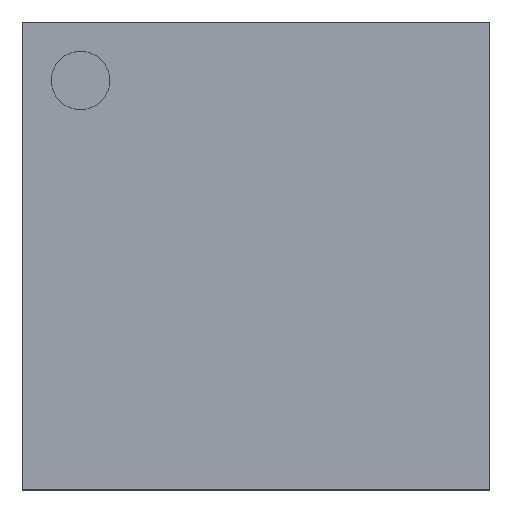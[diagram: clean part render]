
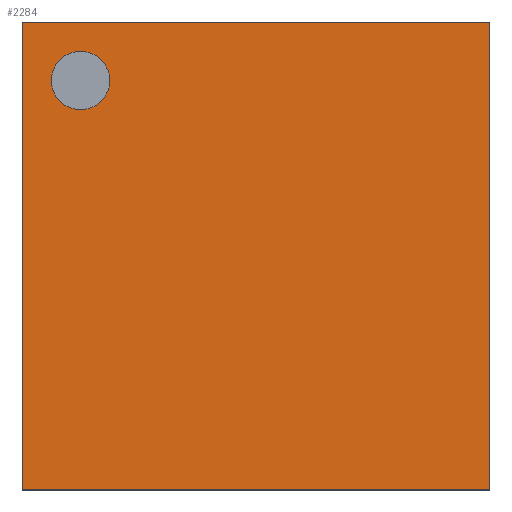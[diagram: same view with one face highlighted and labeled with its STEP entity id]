
A CAD part, top view. The second image highlights one B-rep face of the part: STEP entity #2284.
In plain terms, the highlighted planar face has unit normal (0, 0, 1).
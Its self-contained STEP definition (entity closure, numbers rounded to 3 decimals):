
#2217=EDGE_CURVE('',#2218,#2220,#2222,.T.);
#2218=VERTEX_POINT('',#2219);
#2219=CARTESIAN_POINT('',(-3.0,-3.0,1.2));
#2220=VERTEX_POINT('',#2221);
#2221=CARTESIAN_POINT('',(-3.0,3.0,1.2));
#2222=LINE('',#2223,#2224);
#2223=CARTESIAN_POINT('',(-3.0,-3.0,1.2));
#2224=VECTOR('',#2225,1.0);
#2225=DIRECTION('',(0.0,1.0,0.0));
#2260=VERTEX_POINT('',#2261);
#2261=CARTESIAN_POINT('',(3.0,-3.0,1.2));
#2267=EDGE_CURVE('',#2260,#2218,#2268,.F.);
#2268=LINE('',#2269,#2270);
#2269=CARTESIAN_POINT('',(-3.0,-3.0,1.2));
#2270=VECTOR('',#2271,1.0);
#2271=DIRECTION('',(1.0,0.0,0.0));
#2284=ADVANCED_FACE('',(#2285,#2303),#2314,.T.);
#2285=FACE_BOUND('',#2286,.T.);
#2286=EDGE_LOOP('',(#2287,#2288,#2289,#2297));
#2287=ORIENTED_EDGE('',*,*,#2217,.F.);
#2288=ORIENTED_EDGE('',*,*,#2267,.F.);
#2289=ORIENTED_EDGE('',*,*,#2290,.T.);
#2290=EDGE_CURVE('',#2260,#2291,#2293,.T.);
#2291=VERTEX_POINT('',#2292);
#2292=CARTESIAN_POINT('',(3.0,3.0,1.2));
#2293=LINE('',#2294,#2295);
#2294=CARTESIAN_POINT('',(3.0,-3.0,1.2));
#2295=VECTOR('',#2296,1.0);
#2296=DIRECTION('',(0.0,1.0,0.0));
#2297=ORIENTED_EDGE('',*,*,#2298,.T.);
#2298=EDGE_CURVE('',#2291,#2220,#2299,.F.);
#2299=LINE('',#2300,#2301);
#2300=CARTESIAN_POINT('',(-3.0,3.0,1.2));
#2301=VECTOR('',#2302,1.0);
#2302=DIRECTION('',(1.0,0.0,0.0));
#2303=FACE_BOUND('',#2304,.T.);
#2304=EDGE_LOOP('',(#2305));
#2305=ORIENTED_EDGE('',*,*,#2306,.T.);
#2306=EDGE_CURVE('',#2307,#2307,#2309,.F.);
#2307=VERTEX_POINT('',#2308);
#2308=CARTESIAN_POINT('',(-1.875,2.25,1.2));
#2309=CIRCLE('',#2310,0.375);
#2310=AXIS2_PLACEMENT_3D('',#2311,#2312,#2313);
#2311=CARTESIAN_POINT('',(-2.25,2.25,1.2));
#2312=DIRECTION('',(0.0,0.0,1.0));
#2313=DIRECTION('',(1.0,0.0,0.0));
#2314=PLANE('',#2315);
#2315=AXIS2_PLACEMENT_3D('',#2316,#2317,#2318);
#2316=CARTESIAN_POINT('',(-3.0,-3.0,1.2));
#2317=DIRECTION('',(0.0,0.0,1.0));
#2318=DIRECTION('',(1.0,0.0,0.0));
